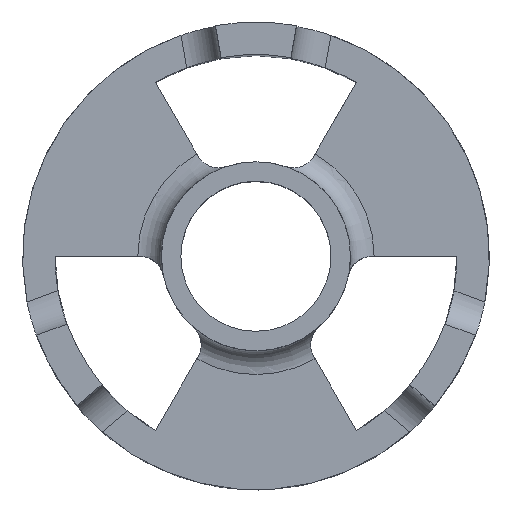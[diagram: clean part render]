
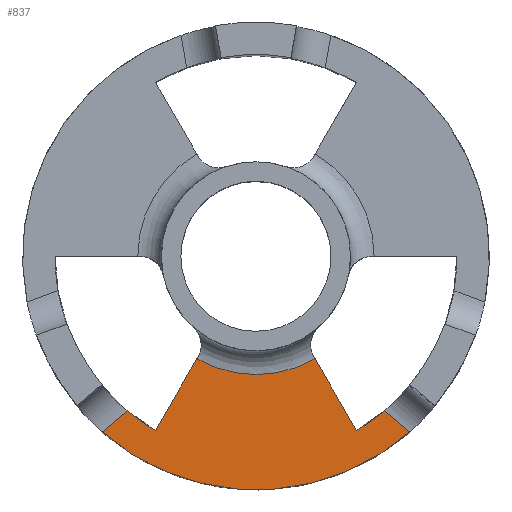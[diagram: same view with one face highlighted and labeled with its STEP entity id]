
A CAD part, top view. The second image highlights one B-rep face of the part: STEP entity #837.
In plain terms, the highlighted planar face has unit normal (0, 0, 1).
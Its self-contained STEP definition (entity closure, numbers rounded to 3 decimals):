
#80=FACE_OUTER_BOUND('',#124,.T.);
#124=EDGE_LOOP('',(#563,#564,#565,#566,#567,#568,#569,#570));
#185=CIRCLE('',#902,5.);
#186=CIRCLE('',#903,8.5);
#187=CIRCLE('',#904,9.875);
#188=CIRCLE('',#905,8.5);
#228=LINE('',#1228,#288);
#229=LINE('',#1232,#289);
#230=LINE('',#1236,#290);
#231=LINE('',#1240,#291);
#288=VECTOR('',#992,3.5);
#289=VECTOR('',#995,3.5);
#290=VECTOR('',#998,1.394);
#291=VECTOR('',#1001,1.394);
#348=VERTEX_POINT('',#1226);
#349=VERTEX_POINT('',#1227);
#350=VERTEX_POINT('',#1229);
#351=VERTEX_POINT('',#1231);
#352=VERTEX_POINT('',#1233);
#353=VERTEX_POINT('',#1235);
#354=VERTEX_POINT('',#1237);
#355=VERTEX_POINT('',#1239);
#436=EDGE_CURVE('',#348,#349,#228,.T.);
#437=EDGE_CURVE('',#348,#350,#185,.F.);
#438=EDGE_CURVE('',#350,#351,#229,.T.);
#439=EDGE_CURVE('',#352,#351,#186,.T.);
#440=EDGE_CURVE('',#352,#353,#230,.F.);
#441=EDGE_CURVE('',#353,#354,#187,.T.);
#442=EDGE_CURVE('',#354,#355,#231,.F.);
#443=EDGE_CURVE('',#349,#355,#188,.T.);
#563=ORIENTED_EDGE('',*,*,#436,.F.);
#564=ORIENTED_EDGE('',*,*,#437,.T.);
#565=ORIENTED_EDGE('',*,*,#438,.T.);
#566=ORIENTED_EDGE('',*,*,#439,.F.);
#567=ORIENTED_EDGE('',*,*,#440,.T.);
#568=ORIENTED_EDGE('',*,*,#441,.T.);
#569=ORIENTED_EDGE('',*,*,#442,.T.);
#570=ORIENTED_EDGE('',*,*,#443,.F.);
#817=PLANE('',#901);
#837=ADVANCED_FACE('',(#80),#817,.T.);
#901=AXIS2_PLACEMENT_3D('',#1225,#990,#991);
#902=AXIS2_PLACEMENT_3D('',#1230,#993,#994);
#903=AXIS2_PLACEMENT_3D('',#1234,#996,#997);
#904=AXIS2_PLACEMENT_3D('',#1238,#999,#1000);
#905=AXIS2_PLACEMENT_3D('',#1241,#1002,#1003);
#990=DIRECTION('center_axis',(0.,0.,1.));
#991=DIRECTION('ref_axis',(1.,0.,0.));
#992=DIRECTION('',(0.5,-0.866,0.));
#993=DIRECTION('center_axis',(0.,0.,1.));
#994=DIRECTION('ref_axis',(1.,0.,0.));
#995=DIRECTION('',(-0.5,-0.866,0.));
#996=DIRECTION('center_axis',(0.,0.,1.));
#997=DIRECTION('ref_axis',(1.,0.,0.));
#998=DIRECTION('',(0.766,0.643,0.));
#999=DIRECTION('center_axis',(0.,0.,1.));
#1000=DIRECTION('ref_axis',(1.,0.,0.));
#1001=DIRECTION('',(0.766,-0.643,0.));
#1002=DIRECTION('center_axis',(0.,0.,1.));
#1003=DIRECTION('ref_axis',(1.,0.,0.));
#1225=CARTESIAN_POINT('Origin',(0.,0.,5.08));
#1226=CARTESIAN_POINT('',(2.5,-4.33,5.08));
#1227=CARTESIAN_POINT('',(4.25,-7.361,5.08));
#1228=CARTESIAN_POINT('',(2.5,-4.33,5.08));
#1229=CARTESIAN_POINT('',(-2.5,-4.33,5.08));
#1230=CARTESIAN_POINT('Origin',(0.,0.,5.08));
#1231=CARTESIAN_POINT('',(-4.25,-7.361,5.08));
#1232=CARTESIAN_POINT('',(-2.5,-4.33,5.08));
#1233=CARTESIAN_POINT('',(-5.445,-6.527,5.08));
#1234=CARTESIAN_POINT('Origin',(0.,0.,5.08));
#1235=CARTESIAN_POINT('',(-6.513,-7.423,5.08));
#1236=CARTESIAN_POINT('',(-6.513,-7.423,5.08));
#1237=CARTESIAN_POINT('',(6.513,-7.423,5.08));
#1238=CARTESIAN_POINT('Origin',(0.,0.,5.08));
#1239=CARTESIAN_POINT('',(5.445,-6.527,5.08));
#1240=CARTESIAN_POINT('',(5.445,-6.527,5.08));
#1241=CARTESIAN_POINT('Origin',(0.,0.,5.08));
